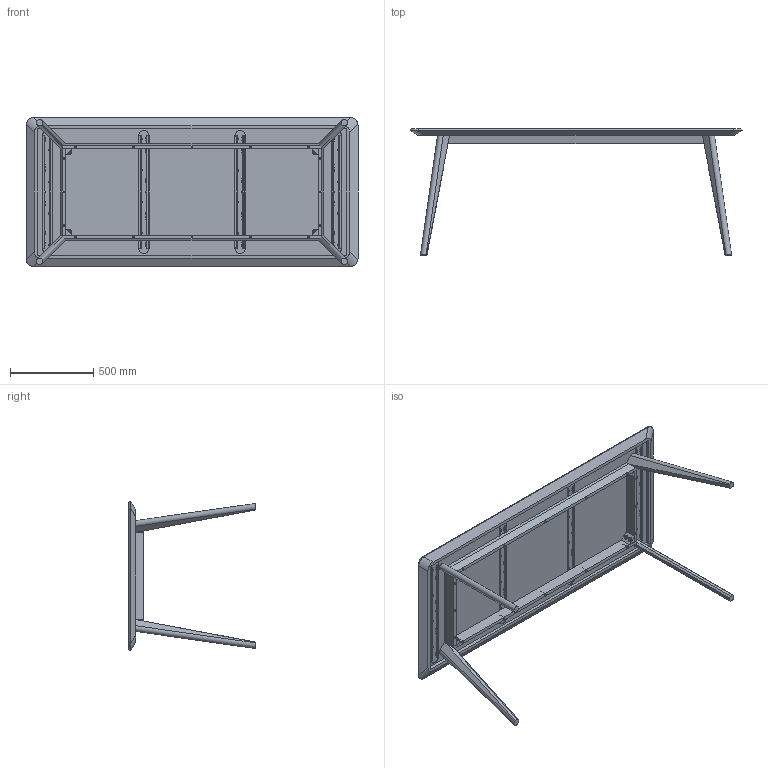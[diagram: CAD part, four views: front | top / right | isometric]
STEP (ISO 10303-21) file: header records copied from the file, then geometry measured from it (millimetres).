
FILE_DESCRIPTION (( 'STEP AP203' ), '1' );
FILE_NAME ('Awal stol 200.STEP', '2023-11-23T12:14:51', ( '' ), ( '' ), 'SwSTEP 2.0', 'SolidWorks 2023', '' );
FILE_SCHEMA (( 'CONFIG_CONTROL_DESIGN' ));
Length unit declared in the file: millimetre
Products named in the file (1): Awal stol 200
Bounding box: 2000 x 760 x 900 mm (x, y, z)
Volume: 53609772.9 mm3; surface area: 5714373.3 mm2
Topology: 89 solids, 89 shells, 1835 faces, 4508 edges, 2848 vertices
Faces by surface type: plane 791, cylinder 704, cone 184, torus 100, bspline 56
Entity records: 72503 total; most frequent: CARTESIAN_POINT 30144, ORIENTED_EDGE 8792, DIRECTION 8700, EDGE_CURVE 4396, AXIS2_PLACEMENT_3D 3140, VERTEX_POINT 2848, LINE 2420, VECTOR 2420
